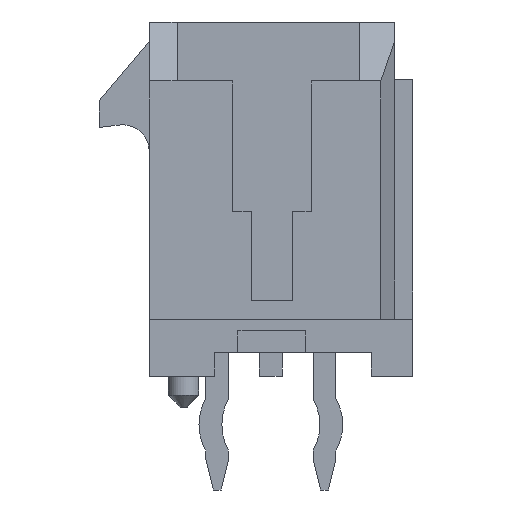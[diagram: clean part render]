
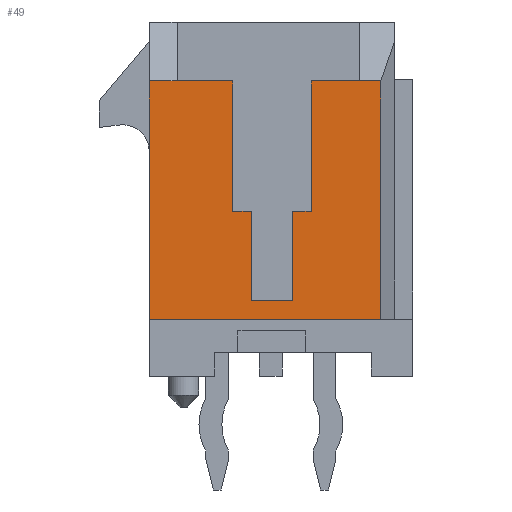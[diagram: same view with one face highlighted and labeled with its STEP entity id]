
A CAD part, left-side view. The second image highlights one B-rep face of the part: STEP entity #49.
In plain terms, the highlighted planar face has unit normal (-1, 0, 0).
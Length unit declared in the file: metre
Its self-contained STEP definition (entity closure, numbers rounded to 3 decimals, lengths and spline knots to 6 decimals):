
#49 = ADVANCED_FACE( '', ( #604 ), #605, .F. );
#604 = FACE_OUTER_BOUND( '', #1744, .T. );
#605 = PLANE( '', #1745 );
#1744 = EDGE_LOOP( '', ( #2899, #2900, #2901, #2902, #2903, #2904, #2905, #2906, #2907, #2908, #2909, #2910, #2911, #2912 ) );
#1745 = AXIS2_PLACEMENT_3D( '', #2913, #2914, #2915 );
#2899 = ORIENTED_EDGE( '', *, *, #7604, .T. );
#2900 = ORIENTED_EDGE( '', *, *, #7605, .T. );
#2901 = ORIENTED_EDGE( '', *, *, #7606, .T. );
#2902 = ORIENTED_EDGE( '', *, *, #7607, .T. );
#2903 = ORIENTED_EDGE( '', *, *, #7608, .T. );
#2904 = ORIENTED_EDGE( '', *, *, #7609, .F. );
#2905 = ORIENTED_EDGE( '', *, *, #7610, .T. );
#2906 = ORIENTED_EDGE( '', *, *, #7611, .F. );
#2907 = ORIENTED_EDGE( '', *, *, #7612, .F. );
#2908 = ORIENTED_EDGE( '', *, *, #7613, .F. );
#2909 = ORIENTED_EDGE( '', *, *, #7614, .F. );
#2910 = ORIENTED_EDGE( '', *, *, #7615, .F. );
#2911 = ORIENTED_EDGE( '', *, *, #7616, .T. );
#2912 = ORIENTED_EDGE( '', *, *, #7617, .T. );
#2913 = CARTESIAN_POINT( '', ( -0.012325, 0., 0. ) );
#2914 = DIRECTION( '', ( 1., 0., 0. ) );
#2915 = DIRECTION( '', ( 0., 1., 0. ) );
#7604 = EDGE_CURVE( '', #9145, #9146, #9147, .T. );
#7605 = EDGE_CURVE( '', #9146, #9148, #9149, .T. );
#7606 = EDGE_CURVE( '', #9148, #9150, #9151, .T. );
#7607 = EDGE_CURVE( '', #9150, #9152, #9153, .T. );
#7608 = EDGE_CURVE( '', #9152, #9154, #9155, .T. );
#7609 = EDGE_CURVE( '', #9156, #9154, #9157, .T. );
#7610 = EDGE_CURVE( '', #9156, #9158, #9159, .T. );
#7611 = EDGE_CURVE( '', #9160, #9158, #9161, .T. );
#7612 = EDGE_CURVE( '', #9162, #9160, #9163, .T. );
#7613 = EDGE_CURVE( '', #9164, #9162, #9165, .T. );
#7614 = EDGE_CURVE( '', #9166, #9164, #9167, .T. );
#7615 = EDGE_CURVE( '', #9168, #9166, #9169, .T. );
#7616 = EDGE_CURVE( '', #9168, #9170, #9171, .T. );
#7617 = EDGE_CURVE( '', #9170, #9145, #9172, .T. );
#9145 = VERTEX_POINT( '', #11707 );
#9146 = VERTEX_POINT( '', #11708 );
#9147 = LINE( '', #11709, #11710 );
#9148 = VERTEX_POINT( '', #11711 );
#9149 = LINE( '', #11712, #11713 );
#9150 = VERTEX_POINT( '', #11714 );
#9151 = LINE( '', #11715, #11716 );
#9152 = VERTEX_POINT( '', #11717 );
#9153 = LINE( '', #11718, #11719 );
#9154 = VERTEX_POINT( '', #11720 );
#9155 = LINE( '', #11721, #11722 );
#9156 = VERTEX_POINT( '', #11723 );
#9157 = LINE( '', #11724, #11725 );
#9158 = VERTEX_POINT( '', #11726 );
#9159 = LINE( '', #11727, #11728 );
#9160 = VERTEX_POINT( '', #11729 );
#9161 = LINE( '', #11730, #11731 );
#9162 = VERTEX_POINT( '', #11732 );
#9163 = LINE( '', #11733, #11734 );
#9164 = VERTEX_POINT( '', #11735 );
#9165 = LINE( '', #11736, #11737 );
#9166 = VERTEX_POINT( '', #11738 );
#9167 = LINE( '', #11739, #11740 );
#9168 = VERTEX_POINT( '', #11741 );
#9169 = LINE( '', #11742, #11743 );
#9170 = VERTEX_POINT( '', #11744 );
#9171 = LINE( '', #11745, #11746 );
#9172 = LINE( '', #11747, #11748 );
#11707 = CARTESIAN_POINT( '', ( -0.012325, -0.0011, -0.000345 ) );
#11708 = CARTESIAN_POINT( '', ( -0.012325, -0.000575, -0.000345 ) );
#11709 = CARTESIAN_POINT( '', ( -0.012325, -0.0011, -0.000345 ) );
#11710 = VECTOR( '', #15704, 1. );
#11711 = CARTESIAN_POINT( '', ( -0.012325, -0.000575, -0.002845 ) );
#11712 = CARTESIAN_POINT( '', ( -0.012325, -0.000575, -0.000345 ) );
#11713 = VECTOR( '', #15705, 1. );
#11714 = CARTESIAN_POINT( '', ( -0.012325, 0.000575, -0.002845 ) );
#11715 = CARTESIAN_POINT( '', ( -0.012325, -0.000575, -0.002845 ) );
#11716 = VECTOR( '', #15706, 1. );
#11717 = CARTESIAN_POINT( '', ( -0.012325, 0.000575, -0.000345 ) );
#11718 = CARTESIAN_POINT( '', ( -0.012325, 0.000575, -0.002845 ) );
#11719 = VECTOR( '', #15707, 1. );
#11720 = CARTESIAN_POINT( '', ( -0.012325, 0.0011, -0.000345 ) );
#11721 = CARTESIAN_POINT( '', ( -0.012325, 0.000575, -0.000345 ) );
#11722 = VECTOR( '', #15708, 1. );
#11723 = CARTESIAN_POINT( '', ( -0.012325, 0.0011, 0.003305 ) );
#11724 = CARTESIAN_POINT( '', ( -0.012325, 0.0011, 0.003305 ) );
#11725 = VECTOR( '', #15709, 1. );
#11726 = CARTESIAN_POINT( '', ( -0.012325, 0.00265, 0.003305 ) );
#11727 = CARTESIAN_POINT( '', ( -0.012325, 0.0011, 0.003305 ) );
#11728 = VECTOR( '', #15710, 1. );
#11729 = CARTESIAN_POINT( '', ( -0.012325, 0.00343, 0.003305 ) );
#11730 = CARTESIAN_POINT( '', ( -0.012325, 0.00343, 0.003305 ) );
#11731 = VECTOR( '', #15711, 1. );
#11732 = CARTESIAN_POINT( '', ( -0.012325, 0.00343, -0.003355 ) );
#11733 = CARTESIAN_POINT( '', ( -0.012325, 0.00343, -0.003355 ) );
#11734 = VECTOR( '', #15712, 1. );
#11735 = CARTESIAN_POINT( '', ( -0.012325, -0.00305, -0.003355 ) );
#11736 = CARTESIAN_POINT( '', ( -0.012325, -0.00305, -0.003355 ) );
#11737 = VECTOR( '', #15713, 1. );
#11738 = CARTESIAN_POINT( '', ( -0.012325, -0.00305, 0.003305 ) );
#11739 = CARTESIAN_POINT( '', ( -0.012325, -0.00305, 0.003305 ) );
#11740 = VECTOR( '', #15714, 1. );
#11741 = CARTESIAN_POINT( '', ( -0.012325, -0.00245, 0.003305 ) );
#11742 = CARTESIAN_POINT( '', ( -0.012325, -0.00245, 0.003305 ) );
#11743 = VECTOR( '', #15715, 1. );
#11744 = CARTESIAN_POINT( '', ( -0.012325, -0.0011, 0.003305 ) );
#11745 = CARTESIAN_POINT( '', ( -0.012325, -0.00245, 0.003305 ) );
#11746 = VECTOR( '', #15716, 1. );
#11747 = CARTESIAN_POINT( '', ( -0.012325, -0.0011, 0.003305 ) );
#11748 = VECTOR( '', #15717, 1. );
#15704 = DIRECTION( '', ( 0., 1., 0. ) );
#15705 = DIRECTION( '', ( 0., 0., -1. ) );
#15706 = DIRECTION( '', ( 0., 1., 0. ) );
#15707 = DIRECTION( '', ( 0., 0., 1. ) );
#15708 = DIRECTION( '', ( 0., 1., 0. ) );
#15709 = DIRECTION( '', ( 0., 0., -1. ) );
#15710 = DIRECTION( '', ( 0., 1., 0. ) );
#15711 = DIRECTION( '', ( 0., -1., 0. ) );
#15712 = DIRECTION( '', ( 0., 0., 1. ) );
#15713 = DIRECTION( '', ( 0., 1., 0. ) );
#15714 = DIRECTION( '', ( 0., 0., -1. ) );
#15715 = DIRECTION( '', ( 0., -1., 0. ) );
#15716 = DIRECTION( '', ( 0., 1., 0. ) );
#15717 = DIRECTION( '', ( 0., 0., -1. ) );
